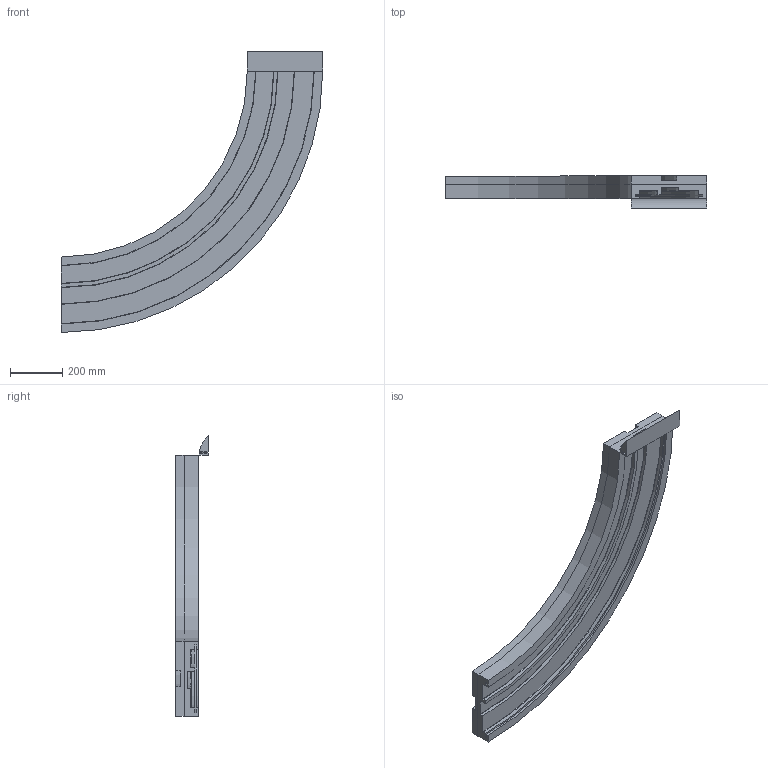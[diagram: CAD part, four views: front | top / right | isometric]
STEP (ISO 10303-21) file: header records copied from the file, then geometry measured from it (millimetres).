
FILE_DESCRIPTION (( 'STEP AP214' ), '1' );
FILE_NAME ('Rexnord-MAGNETFLEX COMBI-A VERSION C91-Default.STEP', '2021-12-03T12:36:36', ( '' ), ( '' ), 'SwSTEP 2.0', 'SolidWorks 2021', '' );
FILE_SCHEMA (( 'AUTOMOTIVE_DESIGN' ));
Length unit declared in the file: millimetre
Products named in the file (4): Rexnord-MAGNETFLEX COMBI-A VERSION C91-Default_GUIDESHOE; Rexnord-MAGNETFLEX COMBI-A VERSION C91-Default_UPPERPART_1; Rexnord-MAGNETFLEX COMBI-A VERSION C91-Default; Rexnord-MAGNETFLEX COMBI-A VERSION C91-Default_LOWERPART_1
Assembly tree (3 placements, depth 2):
  Rexnord-MAGNETFLEX COMBI-A VERSION C91-Default
    Rexnord-MAGNETFLEX COMBI-A VERSION C91-Default_UPPERPART_1
    Rexnord-MAGNETFLEX COMBI-A VERSION C91-Default_LOWERPART_1
    Rexnord-MAGNETFLEX COMBI-A VERSION C91-Default_GUIDESHOE
Bounding box: 1005 x 125 x 1080 mm (x, y, z)
Volume: 23198839.9 mm3; surface area: 2189389 mm2
Topology: 3 solids, 3 shells, 60 faces, 154 edges, 96 vertices
Faces by surface type: cylinder 24, plane 23, cone 8, torus 5
Entity records: 1935 total; most frequent: DIRECTION 341, CARTESIAN_POINT 308, ORIENTED_EDGE 292, EDGE_CURVE 146, AXIS2_PLACEMENT_3D 129, VERTEX_POINT 96, VECTOR 83, LINE 83
